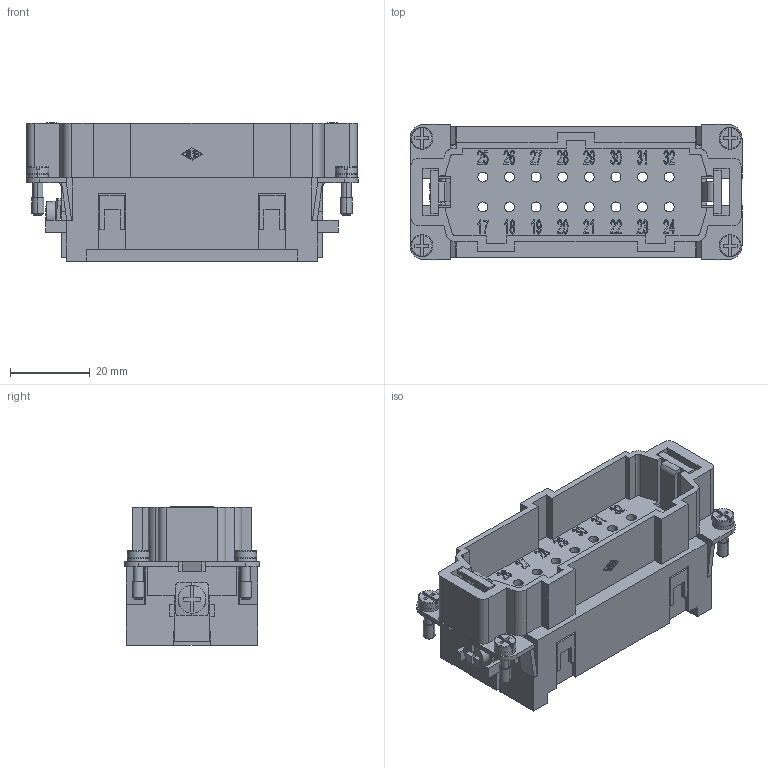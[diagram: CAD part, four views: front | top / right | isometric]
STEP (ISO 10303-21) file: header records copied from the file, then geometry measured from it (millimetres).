
FILE_DESCRIPTION((''),'2;1');
FILE_NAME('CCEM 16 N.stp','2006-10-25T09:18:45',('gembarski'),(''),'Autodesk Inventor 7','Autodesk Inventor 7','');
FILE_SCHEMA(('AUTOMOTIVE_DESIGN { 1 0 10303 214 1 1 1 1 }'));
Length unit declared in the file: millimetre
Products named in the file (1): CCEM 16 N
Bounding box: 83.5 x 34 x 34.9 mm (x, y, z)
Volume: 43258.1 mm3; surface area: 25129.4 mm2
Topology: 2 solids, 2 shells, 1560 faces, 4252 edges, 2815 vertices
Faces by surface type: bspline 802, plane 636, cylinder 106, torus 8, sphere 4, cone 4
Entity records: 53304 total; most frequent: CARTESIAN_POINT 17986, ORIENTED_EDGE 8508, DIRECTION 5077, EDGE_CURVE 4254, VERTEX_POINT 2815, VECTOR 2661, LINE 2661, EDGE_LOOP 1739
